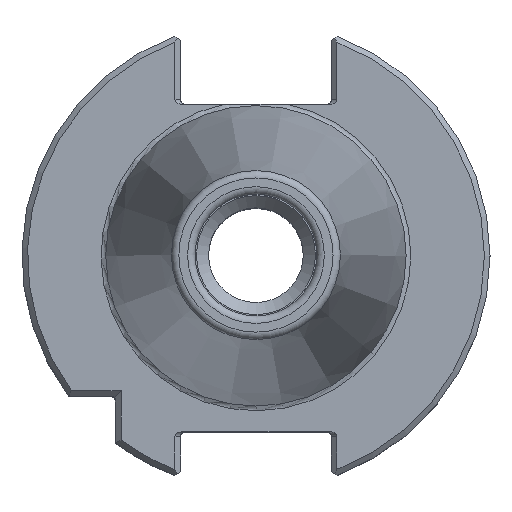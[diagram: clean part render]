
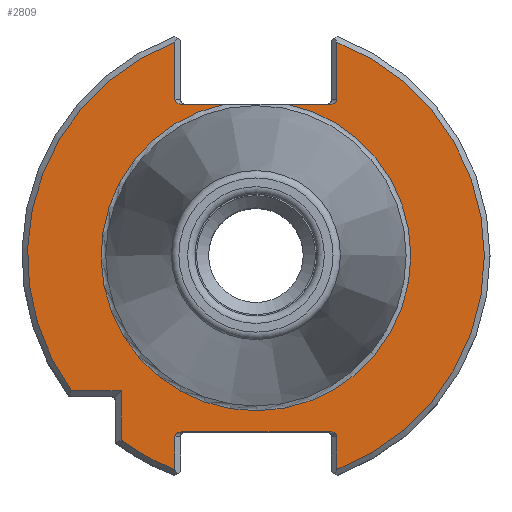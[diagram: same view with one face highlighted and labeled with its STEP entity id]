
A CAD part, top view. The second image highlights one B-rep face of the part: STEP entity #2809.
In plain terms, the highlighted planar face has unit normal (0, 0, 1).
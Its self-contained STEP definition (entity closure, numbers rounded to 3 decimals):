
#23=ELLIPSE('',#3002,0.707,0.5);
#26=ELLIPSE('',#3007,0.707,0.5);
#30=ELLIPSE('',#3022,0.707,0.5);
#31=ELLIPSE('',#3026,0.707,0.5);
#57=LINE('',#3986,#160);
#58=LINE('',#3995,#161);
#63=LINE('',#4010,#166);
#64=LINE('',#4021,#167);
#79=LINE('',#4121,#182);
#80=LINE('',#4123,#183);
#108=LINE('',#4285,#211);
#109=LINE('',#4286,#212);
#110=LINE('',#4287,#213);
#160=VECTOR('',#3311,1000.);
#161=VECTOR('',#3318,1000.);
#166=VECTOR('',#3325,1000.);
#167=VECTOR('',#3334,1000.);
#182=VECTOR('',#3387,1000.);
#183=VECTOR('',#3390,1000.);
#211=VECTOR('',#3506,1000.);
#212=VECTOR('',#3507,1000.);
#213=VECTOR('',#3508,1000.);
#385=PLANE('',#3025);
#760=ORIENTED_EDGE('',*,*,#1059,.T.);
#761=ORIENTED_EDGE('',*,*,#1056,.T.);
#762=ORIENTED_EDGE('',*,*,#1131,.T.);
#763=ORIENTED_EDGE('',*,*,#1156,.F.);
#764=ORIENTED_EDGE('',*,*,#1126,.T.);
#765=ORIENTED_EDGE('',*,*,#1050,.T.);
#766=ORIENTED_EDGE('',*,*,#1048,.T.);
#767=ORIENTED_EDGE('',*,*,#1047,.T.);
#768=ORIENTED_EDGE('',*,*,#1152,.T.);
#769=ORIENTED_EDGE('',*,*,#1157,.F.);
#770=ORIENTED_EDGE('',*,*,#1154,.F.);
#771=ORIENTED_EDGE('',*,*,#1158,.F.);
#772=ORIENTED_EDGE('',*,*,#1159,.T.);
#773=ORIENTED_EDGE('',*,*,#1060,.T.);
#774=ORIENTED_EDGE('',*,*,#1040,.T.);
#775=ORIENTED_EDGE('',*,*,#1094,.T.);
#776=ORIENTED_EDGE('',*,*,#1095,.T.);
#1040=EDGE_CURVE('',#1301,#1300,#1461,.T.);
#1047=EDGE_CURVE('',#1304,#1306,#57,.T.);
#1048=EDGE_CURVE('',#1307,#1304,#1463,.T.);
#1050=EDGE_CURVE('',#1308,#1307,#58,.T.);
#1056=EDGE_CURVE('',#1310,#1312,#63,.T.);
#1059=EDGE_CURVE('',#1313,#1310,#1465,.T.);
#1060=EDGE_CURVE('',#1315,#1301,#64,.T.);
#1094=EDGE_CURVE('',#1300,#1338,#79,.T.);
#1095=EDGE_CURVE('',#1338,#1313,#80,.T.);
#1126=EDGE_CURVE('',#1359,#1308,#23,.F.);
#1131=EDGE_CURVE('',#1312,#1362,#26,.F.);
#1152=EDGE_CURVE('',#1306,#1375,#30,.F.);
#1154=EDGE_CURVE('',#1376,#1377,#1484,.T.);
#1156=EDGE_CURVE('',#1359,#1362,#108,.T.);
#1157=EDGE_CURVE('',#1377,#1375,#109,.T.);
#1158=EDGE_CURVE('',#1378,#1376,#110,.T.);
#1159=EDGE_CURVE('',#1378,#1315,#31,.F.);
#1300=VERTEX_POINT('',#3962);
#1301=VERTEX_POINT('',#3964);
#1304=VERTEX_POINT('',#3981);
#1306=VERTEX_POINT('',#3985);
#1307=VERTEX_POINT('',#3989);
#1308=VERTEX_POINT('',#3996);
#1310=VERTEX_POINT('',#4005);
#1312=VERTEX_POINT('',#4009);
#1313=VERTEX_POINT('',#4016);
#1315=VERTEX_POINT('',#4022);
#1338=VERTEX_POINT('',#4120);
#1359=VERTEX_POINT('',#4214);
#1362=VERTEX_POINT('',#4224);
#1375=VERTEX_POINT('',#4273);
#1376=VERTEX_POINT('',#4277);
#1377=VERTEX_POINT('',#4278);
#1378=VERTEX_POINT('',#4288);
#1461=CIRCLE('',#2951,24.4);
#1463=CIRCLE('',#2955,24.4);
#1465=CIRCLE('',#2960,24.4);
#1484=CIRCLE('',#3024,16.543);
#1624=EDGE_LOOP('',(#760,#761,#762,#763,#764,#765,#766,#767,#768,#769,#770,
#771,#772,#773,#774,#775,#776));
#1791=FACE_BOUND('',#1624,.T.);
#2809=ADVANCED_FACE('',(#1791),#385,.T.);
#2951=AXIS2_PLACEMENT_3D('',#3963,#3303,#3304);
#2955=AXIS2_PLACEMENT_3D('',#3988,#3314,#3315);
#2960=AXIS2_PLACEMENT_3D('',#4019,#3330,#3331);
#3002=AXIS2_PLACEMENT_3D('',#4213,#3442,#3443);
#3007=AXIS2_PLACEMENT_3D('',#4223,#3454,#3455);
#3022=AXIS2_PLACEMENT_3D('',#4272,#3497,#3498);
#3024=AXIS2_PLACEMENT_3D('',#4276,#3502,#3503);
#3025=AXIS2_PLACEMENT_3D('',#4284,#3504,#3505);
#3026=AXIS2_PLACEMENT_3D('',#4289,#3509,#3510);
#3303=DIRECTION('',(0.,0.,1.));
#3304=DIRECTION('',(1.,0.,0.));
#3311=DIRECTION('',(0.,-1.,0.));
#3314=DIRECTION('',(0.,0.,1.));
#3315=DIRECTION('',(1.,0.,0.));
#3318=DIRECTION('',(0.,-1.,0.));
#3325=DIRECTION('',(0.,1.,0.));
#3330=DIRECTION('',(0.,0.,1.));
#3331=DIRECTION('',(1.,0.,0.));
#3334=DIRECTION('',(0.,1.,0.));
#3387=DIRECTION('',(1.,0.,0.));
#3390=DIRECTION('',(0.,-1.,0.));
#3442=DIRECTION('',(0.,0.,1.));
#3443=DIRECTION('',(1.,0.,0.));
#3454=DIRECTION('',(0.,0.,1.));
#3455=DIRECTION('',(1.,0.,0.));
#3497=DIRECTION('',(0.,0.,1.));
#3498=DIRECTION('',(-1.,0.,0.));
#3502=DIRECTION('',(0.,0.,1.));
#3503=DIRECTION('',(1.,0.,0.));
#3504=DIRECTION('',(0.,0.,1.));
#3505=DIRECTION('',(1.,0.,0.));
#3506=DIRECTION('',(-1.,0.,0.));
#3507=DIRECTION('',(1.,0.,0.));
#3508=DIRECTION('',(1.,0.,0.));
#3509=DIRECTION('',(0.,0.,1.));
#3510=DIRECTION('',(-1.,0.,0.));
#3962=CARTESIAN_POINT('',(-19.698,-14.4,-3.2));
#3963=CARTESIAN_POINT('',(0.,0.,-3.2));
#3964=CARTESIAN_POINT('',(-8.65,22.815,-3.2));
#3981=CARTESIAN_POINT('',(8.65,22.815,-3.2));
#3985=CARTESIAN_POINT('',(8.65,16.7,-3.2));
#3986=CARTESIAN_POINT('',(8.65,16.2,-3.2));
#3988=CARTESIAN_POINT('',(0.,0.,-3.2));
#3989=CARTESIAN_POINT('',(8.65,-22.815,-3.2));
#3995=CARTESIAN_POINT('',(8.65,-23.827,-3.2));
#3996=CARTESIAN_POINT('',(8.65,-19.3,-3.2));
#4005=CARTESIAN_POINT('',(-8.65,-22.815,-3.2));
#4009=CARTESIAN_POINT('',(-8.65,-19.3,-3.2));
#4010=CARTESIAN_POINT('',(-8.65,-18.8,-3.2));
#4016=CARTESIAN_POINT('',(-14.4,-19.698,-3.2));
#4019=CARTESIAN_POINT('',(0.,0.,-3.2));
#4021=CARTESIAN_POINT('',(-8.65,23.827,-3.2));
#4022=CARTESIAN_POINT('',(-8.65,16.7,-3.2));
#4120=CARTESIAN_POINT('',(-14.4,-14.4,-3.2));
#4121=CARTESIAN_POINT('',(-15.,-14.4,-3.2));
#4123=CARTESIAN_POINT('',(-14.4,-20.187,-3.2));
#4213=CARTESIAN_POINT('',(7.943,-19.3,-3.2));
#4214=CARTESIAN_POINT('',(7.943,-18.8,-3.2));
#4223=CARTESIAN_POINT('',(-7.943,-19.3,-3.2));
#4224=CARTESIAN_POINT('',(-7.943,-18.8,-3.2));
#4272=CARTESIAN_POINT('',(7.943,16.7,-3.2));
#4273=CARTESIAN_POINT('',(7.943,16.2,-3.2));
#4276=CARTESIAN_POINT('',(0.,0.,-3.2));
#4277=CARTESIAN_POINT('',(-3.35,16.2,-3.2));
#4278=CARTESIAN_POINT('',(3.35,16.2,-3.2));
#4284=CARTESIAN_POINT('',(16.543,0.,-3.2));
#4285=CARTESIAN_POINT('',(8.05,-18.8,-3.2));
#4286=CARTESIAN_POINT('',(-8.05,16.2,-3.2));
#4287=CARTESIAN_POINT('',(-8.05,16.2,-3.2));
#4288=CARTESIAN_POINT('',(-7.943,16.2,-3.2));
#4289=CARTESIAN_POINT('',(-7.943,16.7,-3.2));
